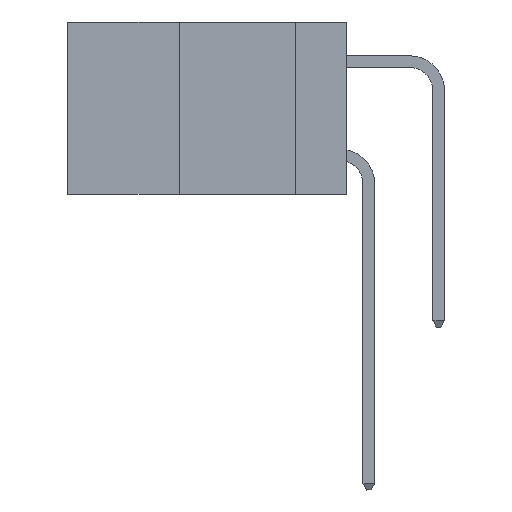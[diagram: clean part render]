
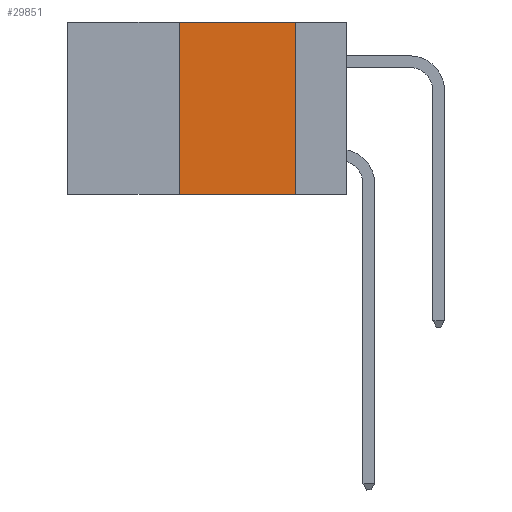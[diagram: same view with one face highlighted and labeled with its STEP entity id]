
A CAD part, left-side view. The second image highlights one B-rep face of the part: STEP entity #29851.
In plain terms, the highlighted planar face has unit normal (-1, 0, 0).
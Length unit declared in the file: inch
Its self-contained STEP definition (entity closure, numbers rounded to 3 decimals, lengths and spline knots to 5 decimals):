
#266 = VECTOR ( 'NONE', #6143, 39.37008 ) ;
#1146 = EDGE_CURVE ( 'NONE', #25490, #20676, #20675, .T. ) ;
#1666 = CARTESIAN_POINT ( 'NONE',  ( 0., 0.36, 0. ) ) ;
#2906 = CARTESIAN_POINT ( 'NONE',  ( 0., 0.36, -0.37 ) ) ;
#4337 = VECTOR ( 'NONE', #26501, 39.37008 ) ;
#4357 = DIRECTION ( 'NONE',  ( 0., 0., -1. ) ) ;
#6143 = DIRECTION ( 'NONE',  ( 0., 0., 1. ) ) ;
#7141 = EDGE_LOOP ( 'NONE', ( #29042, #21770, #25645, #26324 ) ) ;
#7612 = AXIS2_PLACEMENT_3D ( 'NONE', #13713, #30304, #4357 ) ;
#8058 = LINE ( 'NONE', #28690, #4337 ) ;
#9443 = LINE ( 'NONE', #24852, #17575 ) ;
#12185 = FACE_OUTER_BOUND ( 'NONE', #7141, .T. ) ;
#12510 = EDGE_CURVE ( 'NONE', #20676, #24705, #8058, .T. ) ;
#13713 = CARTESIAN_POINT ( 'NONE',  ( 0., 0.6, 0. ) ) ;
#15571 = CARTESIAN_POINT ( 'NONE',  ( 0., 0.36, 0. ) ) ;
#17575 = VECTOR ( 'NONE', #19761, 39.37008 ) ;
#19122 = CARTESIAN_POINT ( 'NONE',  ( 0., 0.11, -0.37 ) ) ;
#19761 = DIRECTION ( 'NONE',  ( 0., 0., -1. ) ) ;
#20420 = VERTEX_POINT ( 'NONE', #19122 ) ;
#20675 = LINE ( 'NONE', #15571, #266 ) ;
#20676 = VERTEX_POINT ( 'NONE', #1666 ) ;
#21770 = ORIENTED_EDGE ( 'NONE', *, *, #12510, .F. ) ;
#21944 = CARTESIAN_POINT ( 'NONE',  ( 0., 0.11, 0. ) ) ;
#23171 = CARTESIAN_POINT ( 'NONE',  ( 0., 0.6, -0.37 ) ) ;
#24705 = VERTEX_POINT ( 'NONE', #21944 ) ;
#24852 = CARTESIAN_POINT ( 'NONE',  ( 0., 0.11, 0. ) ) ;
#25010 = LINE ( 'NONE', #23171, #26498 ) ;
#25429 = PLANE ( 'NONE',  #7612 ) ;
#25490 = VERTEX_POINT ( 'NONE', #2906 ) ;
#25645 = ORIENTED_EDGE ( 'NONE', *, *, #1146, .F. ) ;
#26324 = ORIENTED_EDGE ( 'NONE', *, *, #29158, .T. ) ;
#26498 = VECTOR ( 'NONE', #30147, 39.37008 ) ;
#26501 = DIRECTION ( 'NONE',  ( 0., -1., 0. ) ) ;
#28142 = EDGE_CURVE ( 'NONE', #24705, #20420, #9443, .T. ) ;
#28690 = CARTESIAN_POINT ( 'NONE',  ( 0., 0.6, 0. ) ) ;
#29042 = ORIENTED_EDGE ( 'NONE', *, *, #28142, .F. ) ;
#29158 = EDGE_CURVE ( 'NONE', #25490, #20420, #25010, .T. ) ;
#29851 = ADVANCED_FACE ( 'NONE', ( #12185 ), #25429, .F. ) ;
#30147 = DIRECTION ( 'NONE',  ( 0., -1., 0. ) ) ;
#30304 = DIRECTION ( 'NONE',  ( 1., 0., 0. ) ) ;
